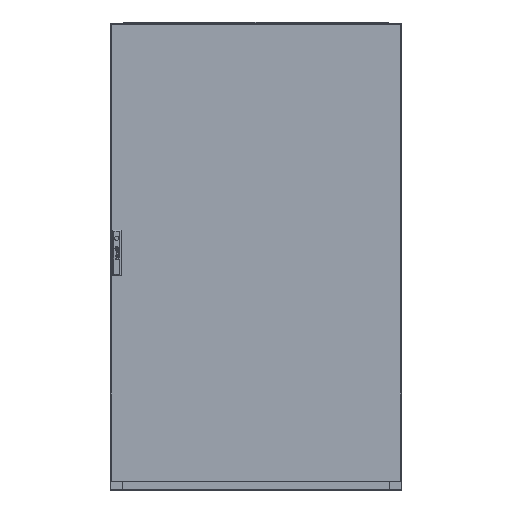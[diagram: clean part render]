
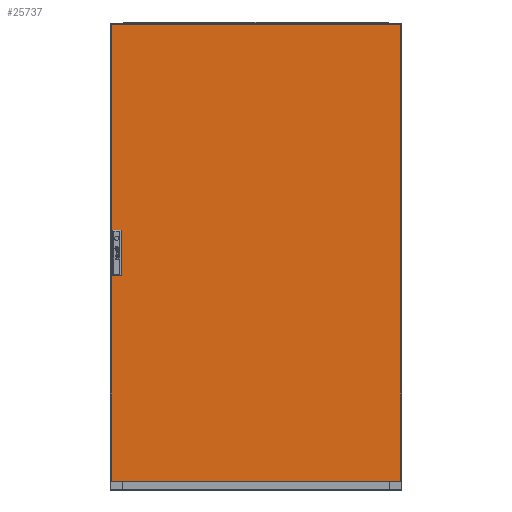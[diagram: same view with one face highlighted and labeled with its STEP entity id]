
A CAD part, top view. The second image highlights one B-rep face of the part: STEP entity #25737.
In plain terms, the highlighted planar face has unit normal (0, 0, 1).
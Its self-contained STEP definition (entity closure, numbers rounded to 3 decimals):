
#1158 = LINE ( 'NONE', #39874, #3683 ) ;
#2050 = EDGE_CURVE ( 'NONE', #11624, #97509, #49120, .T. ) ;
#3292 = DIRECTION ( 'NONE',  ( 0., 0., 1. ) ) ;
#3469 = ORIENTED_EDGE ( 'NONE', *, *, #43735, .T. ) ;
#3683 = VECTOR ( 'NONE', #39669, 1000. ) ;
#8165 = CARTESIAN_POINT ( 'NONE',  ( 497., 783.5, 0. ) ) ;
#10038 = EDGE_CURVE ( 'NONE', #71947, #52038, #1158, .T. ) ;
#11624 = VERTEX_POINT ( 'NONE', #37435 ) ;
#12953 = LINE ( 'NONE', #99785, #74237 ) ;
#18270 = VECTOR ( 'NONE', #35175, 1000. ) ;
#18346 = EDGE_LOOP ( 'NONE', ( #49988, #30422, #56376, #78204 ) ) ;
#19450 = EDGE_CURVE ( 'NONE', #26907, #43056, #39474, .T. ) ;
#19596 = EDGE_CURVE ( 'NONE', #64485, #11624, #91630, .T. ) ;
#21605 = VECTOR ( 'NONE', #68377, 1000. ) ;
#25737 = ADVANCED_FACE ( 'NONE', ( #26958, #87978 ), #50926, .T. ) ;
#26493 = LINE ( 'NONE', #100533, #47774 ) ;
#26622 = LINE ( 'NONE', #60315, #21605 ) ;
#26907 = VERTEX_POINT ( 'NONE', #99204 ) ;
#26958 = FACE_OUTER_BOUND ( 'NONE', #18346, .T. ) ;
#30422 = ORIENTED_EDGE ( 'NONE', *, *, #90828, .T. ) ;
#35175 = DIRECTION ( 'NONE',  ( -1., 0., 0. ) ) ;
#37012 = CARTESIAN_POINT ( 'NONE',  ( -463., 0., 0. ) ) ;
#37435 = CARTESIAN_POINT ( 'NONE',  ( -463., 78.5, 0. ) ) ;
#39474 = LINE ( 'NONE', #81702, #100290 ) ;
#39669 = DIRECTION ( 'NONE',  ( 0., 1., 0. ) ) ;
#39874 = CARTESIAN_POINT ( 'NONE',  ( 497., 0., 0. ) ) ;
#41823 = DIRECTION ( 'NONE',  ( 0., -1., 0. ) ) ;
#43056 = VERTEX_POINT ( 'NONE', #47027 ) ;
#43735 = EDGE_CURVE ( 'NONE', #97509, #83577, #12953, .T. ) ;
#45155 = DIRECTION ( 'NONE',  ( 0., 1., 0. ) ) ;
#47027 = CARTESIAN_POINT ( 'NONE',  ( -497., -783.5, 0. ) ) ;
#47774 = VECTOR ( 'NONE', #45155, 1000. ) ;
#48234 = CARTESIAN_POINT ( 'NONE',  ( -463., -78.5, 0. ) ) ;
#49120 = LINE ( 'NONE', #37012, #77809 ) ;
#49988 = ORIENTED_EDGE ( 'NONE', *, *, #19450, .T. ) ;
#50490 = CARTESIAN_POINT ( 'NONE',  ( -493.4, 78.5, 0. ) ) ;
#50916 = CARTESIAN_POINT ( 'NONE',  ( -493.4, -78.5, 0. ) ) ;
#50926 = PLANE ( 'NONE',  #97211 ) ;
#51289 = CARTESIAN_POINT ( 'NONE',  ( 0., 0., 0. ) ) ;
#52038 = VERTEX_POINT ( 'NONE', #8165 ) ;
#56376 = ORIENTED_EDGE ( 'NONE', *, *, #10038, .T. ) ;
#57001 = EDGE_CURVE ( 'NONE', #52038, #26907, #60877, .T. ) ;
#58337 = EDGE_CURVE ( 'NONE', #83577, #64485, #26493, .T. ) ;
#59296 = DIRECTION ( 'NONE',  ( 1., 0., 0. ) ) ;
#60315 = CARTESIAN_POINT ( 'NONE',  ( 0., -783.5, 0. ) ) ;
#60389 = DIRECTION ( 'NONE',  ( -1., 0., 0. ) ) ;
#60877 = LINE ( 'NONE', #82895, #18270 ) ;
#64485 = VERTEX_POINT ( 'NONE', #50490 ) ;
#65983 = EDGE_LOOP ( 'NONE', ( #3469, #98940, #90822, #75676 ) ) ;
#68377 = DIRECTION ( 'NONE',  ( 1., 0., 0. ) ) ;
#71947 = VERTEX_POINT ( 'NONE', #75199 ) ;
#73421 = DIRECTION ( 'NONE',  ( 1., 0., 0. ) ) ;
#73542 = CARTESIAN_POINT ( 'NONE',  ( 0., 78.5, 0. ) ) ;
#74237 = VECTOR ( 'NONE', #60389, 1000. ) ;
#75199 = CARTESIAN_POINT ( 'NONE',  ( 497., -783.5, 0. ) ) ;
#75676 = ORIENTED_EDGE ( 'NONE', *, *, #2050, .T. ) ;
#77809 = VECTOR ( 'NONE', #41823, 1000. ) ;
#78204 = ORIENTED_EDGE ( 'NONE', *, *, #57001, .T. ) ;
#81262 = DIRECTION ( 'NONE',  ( 0., -1., 0. ) ) ;
#81702 = CARTESIAN_POINT ( 'NONE',  ( -497., 0., 0. ) ) ;
#82895 = CARTESIAN_POINT ( 'NONE',  ( 0., 783.5, 0. ) ) ;
#83577 = VERTEX_POINT ( 'NONE', #50916 ) ;
#87978 = FACE_BOUND ( 'NONE', #65983, .T. ) ;
#89153 = VECTOR ( 'NONE', #73421, 1000. ) ;
#90822 = ORIENTED_EDGE ( 'NONE', *, *, #19596, .T. ) ;
#90828 = EDGE_CURVE ( 'NONE', #43056, #71947, #26622, .T. ) ;
#91630 = LINE ( 'NONE', #73542, #89153 ) ;
#97211 = AXIS2_PLACEMENT_3D ( 'NONE', #51289, #3292, #59296 ) ;
#97509 = VERTEX_POINT ( 'NONE', #48234 ) ;
#98940 = ORIENTED_EDGE ( 'NONE', *, *, #58337, .T. ) ;
#99204 = CARTESIAN_POINT ( 'NONE',  ( -497., 783.5, 0. ) ) ;
#99785 = CARTESIAN_POINT ( 'NONE',  ( 0., -78.5, 0. ) ) ;
#100290 = VECTOR ( 'NONE', #81262, 1000. ) ;
#100533 = CARTESIAN_POINT ( 'NONE',  ( -493.4, 0., 0. ) ) ;
